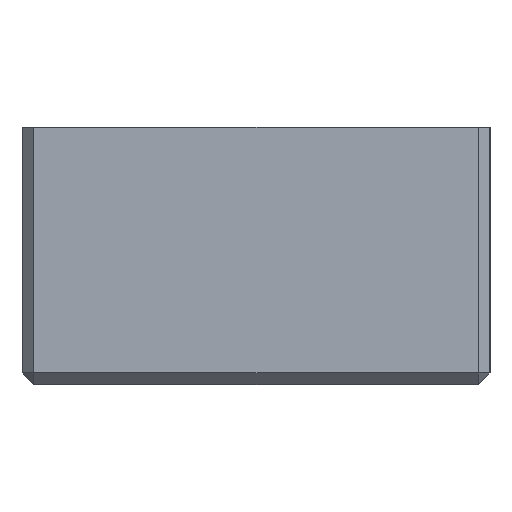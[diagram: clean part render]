
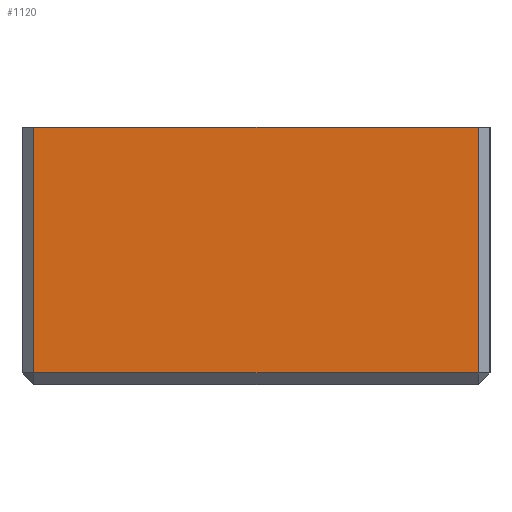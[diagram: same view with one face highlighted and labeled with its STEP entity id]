
A CAD part, left-side view. The second image highlights one B-rep face of the part: STEP entity #1120.
In plain terms, the highlighted planar face has unit normal (-1, 0, 0).
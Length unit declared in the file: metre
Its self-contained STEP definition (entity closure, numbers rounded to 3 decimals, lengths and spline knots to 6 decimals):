
#210=ORIENTED_EDGE('',*,*,#470,.F.);
#211=ORIENTED_EDGE('',*,*,#488,.T.);
#212=ORIENTED_EDGE('',*,*,#489,.T.);
#213=ORIENTED_EDGE('',*,*,#490,.T.);
#470=EDGE_CURVE('',#608,#609,#720,.T.);
#488=EDGE_CURVE('',#608,#622,#738,.T.);
#489=EDGE_CURVE('',#622,#623,#739,.T.);
#490=EDGE_CURVE('',#623,#609,#740,.T.);
#608=VERTEX_POINT('',#1767);
#609=VERTEX_POINT('',#1769);
#622=VERTEX_POINT('',#1804);
#623=VERTEX_POINT('',#1806);
#720=LINE('',#1768,#852);
#738=LINE('',#1803,#870);
#739=LINE('',#1805,#871);
#740=LINE('',#1807,#872);
#852=VECTOR('',#1417,1.);
#870=VECTOR('',#1443,1.);
#871=VECTOR('',#1444,1.);
#872=VECTOR('',#1445,1.);
#932=EDGE_LOOP('',(#210,#211,#212,#213));
#1002=FACE_BOUND('',#932,.T.);
#1070=PLANE('',#1211);
#1120=ADVANCED_FACE('',(#1002),#1070,.T.);
#1211=AXIS2_PLACEMENT_3D('',#1802,#1441,#1442);
#1417=DIRECTION('',(0.,-1.,0.));
#1441=DIRECTION('',(-1.,0.,0.));
#1442=DIRECTION('',(0.,0.,-1.));
#1443=DIRECTION('',(0.,0.,-1.));
#1444=DIRECTION('',(0.,-1.,0.));
#1445=DIRECTION('',(0.,0.,1.));
#1767=CARTESIAN_POINT('',(-0.02,0.0295,0.));
#1768=CARTESIAN_POINT('',(-0.02,0.02,0.));
#1769=CARTESIAN_POINT('',(-0.02,0.0105,0.));
#1802=CARTESIAN_POINT('',(-0.02,0.02,-0.007));
#1803=CARTESIAN_POINT('',(-0.02,0.0295,-0.007));
#1804=CARTESIAN_POINT('',(-0.02,0.0295,-0.0105));
#1805=CARTESIAN_POINT('',(-0.02,0.02,-0.0105));
#1806=CARTESIAN_POINT('',(-0.02,0.0105,-0.0105));
#1807=CARTESIAN_POINT('',(-0.02,0.0105,0.));
